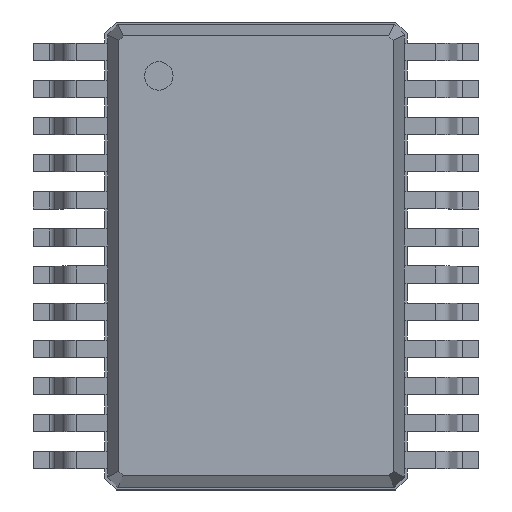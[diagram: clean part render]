
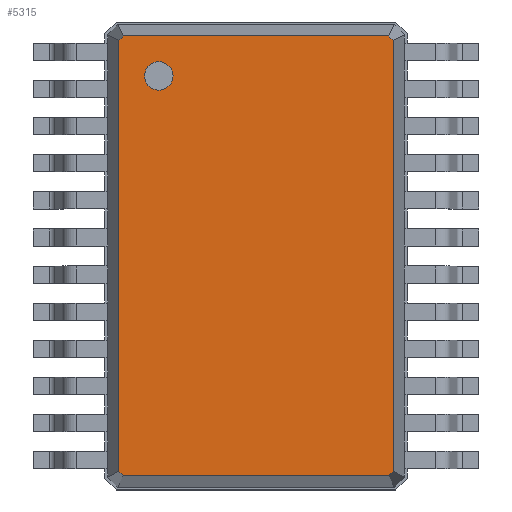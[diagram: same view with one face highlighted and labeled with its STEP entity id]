
A CAD part, top view. The second image highlights one B-rep face of the part: STEP entity #5315.
In plain terms, the highlighted planar face has unit normal (0, 0, 1).
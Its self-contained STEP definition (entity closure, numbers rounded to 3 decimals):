
#13=DIRECTION('',(0.,0.,1.));
#27=VECTOR('',#28,1.);
#28=DIRECTION('',(1.,0.,0.));
#51=VECTOR('',#52,1.);
#52=DIRECTION('',(0.707,-0.707,0.));
#58=VECTOR('',#59,1.);
#59=DIRECTION('',(0.,-1.,0.));
#65=VECTOR('',#66,1.);
#66=DIRECTION('',(-0.707,-0.707,0.));
#72=VECTOR('',#73,1.);
#73=DIRECTION('',(-1.,0.,0.));
#79=VECTOR('',#80,1.);
#80=DIRECTION('',(-0.707,0.707,0.));
#86=VECTOR('',#87,1.);
#87=DIRECTION('',(0.,1.,0.));
#91=VECTOR('',#92,1.);
#92=DIRECTION('',(0.707,0.707,0.));
#1609=VERTEX_POINT('',#1610);
#1610=CARTESIAN_POINT('',(-2.403,3.777,2.1));
#1612=ORIENTED_EDGE('',*,*,#1613,.F.);
#1613=EDGE_CURVE('',#1614,#1609,#1616,.T.);
#1614=VERTEX_POINT('',#1615);
#1615=CARTESIAN_POINT('',(-2.403,-3.777,2.1));
#1616=LINE('',#1615,#86);
#1627=VERTEX_POINT('',#1628);
#1628=CARTESIAN_POINT('',(-2.327,3.853,2.1));
#1630=ORIENTED_EDGE('',*,*,#1631,.F.);
#1631=EDGE_CURVE('',#1609,#1627,#1632,.T.);
#1632=LINE('',#1610,#91);
#1641=VERTEX_POINT('',#1642);
#1642=CARTESIAN_POINT('',(2.327,3.853,2.1));
#1644=ORIENTED_EDGE('',*,*,#1645,.F.);
#1645=EDGE_CURVE('',#1627,#1641,#1646,.T.);
#1646=LINE('',#1628,#27);
#1655=VERTEX_POINT('',#1656);
#1656=CARTESIAN_POINT('',(2.403,3.777,2.1));
#1658=ORIENTED_EDGE('',*,*,#1659,.F.);
#1659=EDGE_CURVE('',#1641,#1655,#1660,.T.);
#1660=LINE('',#1642,#51);
#1765=VERTEX_POINT('',#1766);
#1766=CARTESIAN_POINT('',(2.403,-3.777,2.1));
#1768=ORIENTED_EDGE('',*,*,#1769,.F.);
#1769=EDGE_CURVE('',#1655,#1765,#1770,.T.);
#1770=LINE('',#1656,#58);
#5315=ADVANCED_FACE('',(#5316,#5331),#5341,.T.);
#5316=FACE_BOUND('',#5317,.T.);
#5317=EDGE_LOOP('',(#1644,#1630,#1612,#5318,#5323,#5328,#1768,#1658));
#5318=ORIENTED_EDGE('',*,*,#5319,.F.);
#5319=EDGE_CURVE('',#5320,#1614,#5322,.T.);
#5320=VERTEX_POINT('',#5321);
#5321=CARTESIAN_POINT('',(-2.327,-3.853,2.1));
#5322=LINE('',#5321,#79);
#5323=ORIENTED_EDGE('',*,*,#5324,.F.);
#5324=EDGE_CURVE('',#5325,#5320,#5327,.T.);
#5325=VERTEX_POINT('',#5326);
#5326=CARTESIAN_POINT('',(2.327,-3.853,2.1));
#5327=LINE('',#5326,#72);
#5328=ORIENTED_EDGE('',*,*,#5329,.F.);
#5329=EDGE_CURVE('',#1765,#5325,#5330,.T.);
#5330=LINE('',#1766,#65);
#5331=FACE_BOUND('',#5332,.T.);
#5332=EDGE_LOOP('',(#5333));
#5333=ORIENTED_EDGE('',*,*,#5334,.T.);
#5334=EDGE_CURVE('',#5335,#5335,#5337,.T.);
#5335=VERTEX_POINT('',#5336);
#5336=CARTESIAN_POINT('',(-1.703,2.903,2.1));
#5337=CIRCLE('',#5338,0.25);
#5338=AXIS2_PLACEMENT_3D('',#5339,#5340,#59);
#5339=CARTESIAN_POINT('',(-1.703,3.153,2.1));
#5340=DIRECTION('',(0.,-0.,-1.));
#5341=PLANE('',#5342);
#5342=AXIS2_PLACEMENT_3D('',#1628,#13,#5343);
#5343=DIRECTION('',(0.517,-0.856,0.));
